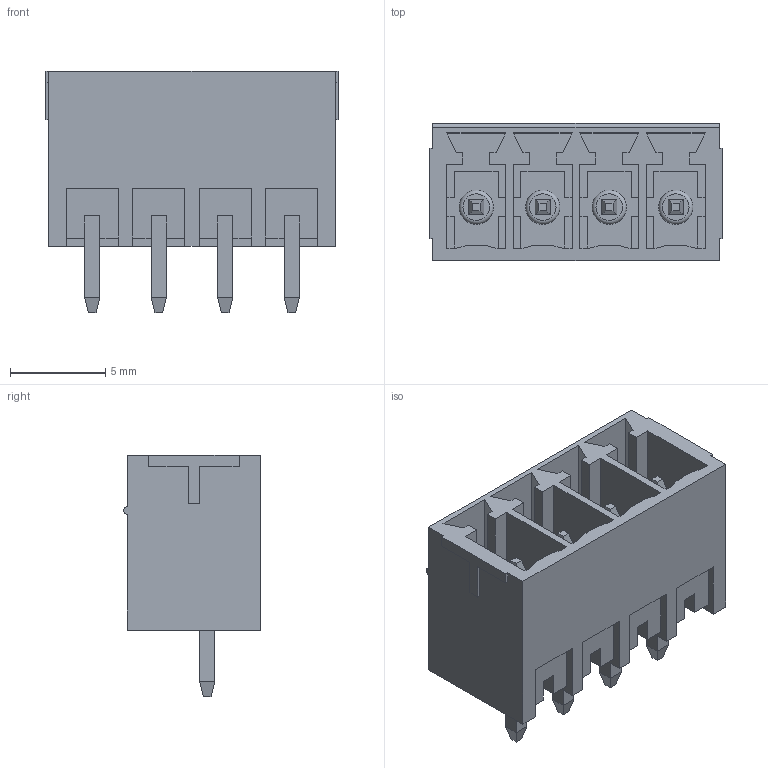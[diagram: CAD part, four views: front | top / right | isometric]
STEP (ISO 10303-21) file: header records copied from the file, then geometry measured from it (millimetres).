
FILE_DESCRIPTION( ( 'Unknown' ), '1' );
FILE_NAME( '691321100004.stp', 'Unknown', ( 'Unknown' ), ( 'Unknown' ), 'PSStep 18.0.17', 'Unknown', ' ' );
FILE_SCHEMA( ( 'AUTOMOTIVE_DESIGN { 1 0 10303 214 1 1 1 1 }' ) );
Length unit declared in the file: millimetre
Products named in the file (3): Assem1; 6913211000xx_PIN; 691321100004
Assembly tree (5 placements, depth 2):
  Assem1
    6913211000xx_PIN  x4
    691321100004
Bounding box: 15.4 x 7.2 x 12.7 mm (x, y, z)
Volume: 467.2 mm3; surface area: 1566.1 mm2
Topology: 5 solids, 5 shells, 244 faces, 650 edges, 420 vertices
Faces by surface type: plane 231, cylinder 9, torus 4
Full cylindrical faces by diameter (mm): 1.8 x4
Entity records: 7998 total; most frequent: CARTESIAN_POINT 1130, ORIENTED_EDGE 1108, DIRECTION 992, EDGE_CURVE 554, LINE 532, VECTOR 532, VERTEX_POINT 368, AXIS2_PLACEMENT_3D 230
